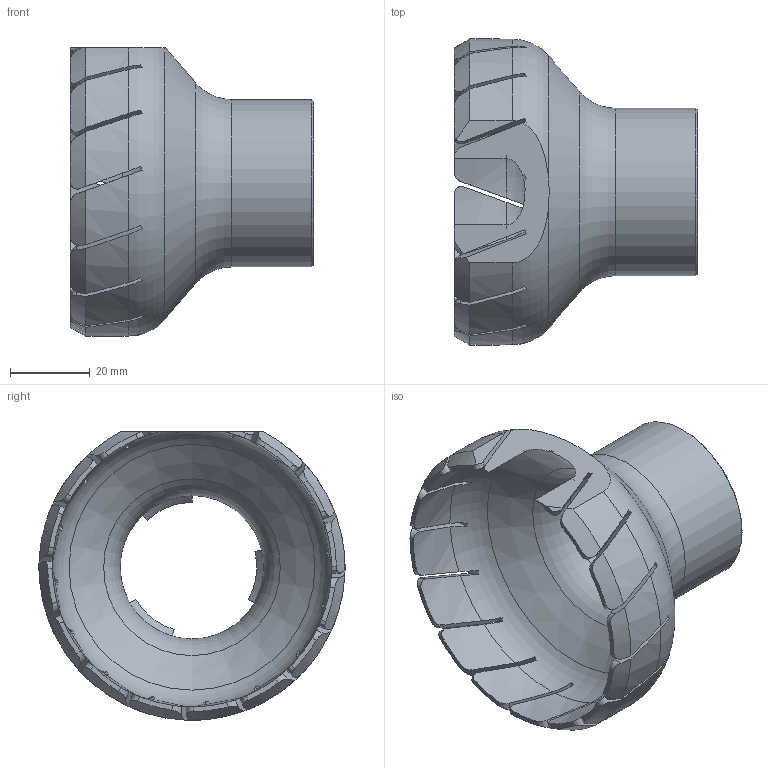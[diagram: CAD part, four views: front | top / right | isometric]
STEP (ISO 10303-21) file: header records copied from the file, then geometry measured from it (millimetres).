
FILE_DESCRIPTION(/* description */ (''),/* implementation_level */ '2;1');
FILE_NAME(/* name */ 'Westfalia Universal Frstisch Nr. 64 56 97 v1.step',/* time_stamp */ '2023-05-26T20:23:30+02:00',/* author */ (''),/* organization */ (''),/* preprocessor_version */ 'ST-DEVELOPER v19.2',/* originating_system */ 'Autodesk Translation Framework v12.4.0.73',/* authorisation */ '');
FILE_SCHEMA (('AUTOMOTIVE_DESIGN { 1 0 10303 214 3 1 1 }'));
Length unit declared in the file: millimetre
Products named in the file (1): Westfalia Universal Frästisch Nr. 64 56 97
Bounding box: 61 x 76.8 x 72.4 mm (x, y, z)
Volume: 35283.4 mm3; surface area: 24231.9 mm2
Topology: 1 solids, 1 shells, 167 faces, 484 edges, 321 vertices
Faces by surface type: plane 73, cylinder 35, bspline 30, cone 25, torus 4
Full cylindrical faces by diameter (mm): 36 x1, 42 x1
Entity records: 8187 total; most frequent: CARTESIAN_POINT 4202, ORIENTED_EDGE 968, DIRECTION 672, EDGE_CURVE 484, VERTEX_POINT 321, AXIS2_PLACEMENT_3D 298, B_SPLINE_CURVE_WITH_KNOTS 217, EDGE_LOOP 171
